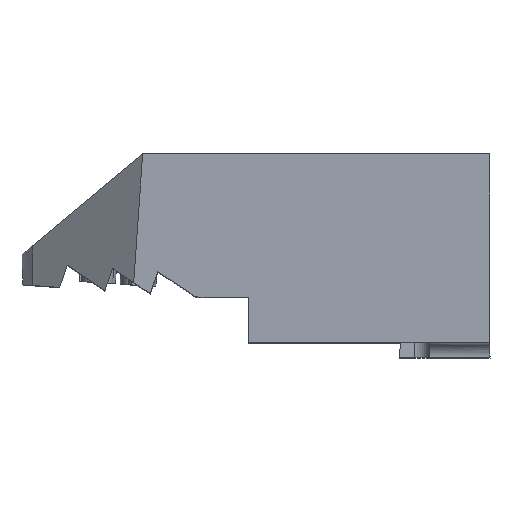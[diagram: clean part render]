
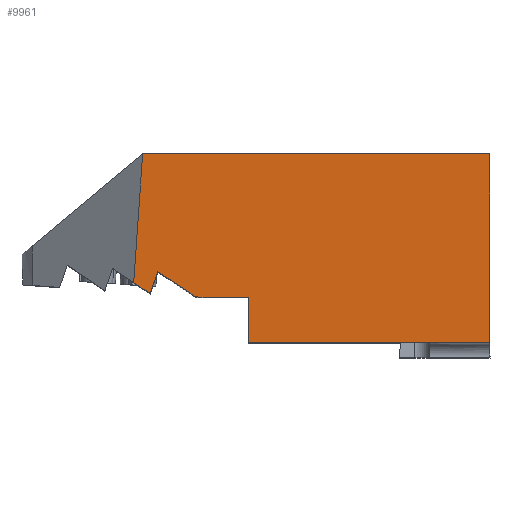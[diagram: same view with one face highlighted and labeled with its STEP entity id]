
A CAD part, top view. The second image highlights one B-rep face of the part: STEP entity #9961.
In plain terms, the highlighted planar face has unit normal (0, -0.052, 0.999).
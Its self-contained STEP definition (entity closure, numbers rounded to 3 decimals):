
#6656 = DIRECTION ( 'NONE',  ( 1., 0., 0. ) ) ;
#6657 = VECTOR ( 'NONE', #6656, 1000. ) ;
#6658 = CARTESIAN_POINT ( 'NONE',  ( 11., 0., 12. ) ) ;
#6659 = LINE ( 'NONE', #6658, #6657 ) ;
#6660 = CARTESIAN_POINT ( 'NONE',  ( 11., 0., 12. ) ) ;
#6661 = CARTESIAN_POINT ( 'NONE',  ( -12., 0., 12. ) ) ;
#7900 = CARTESIAN_POINT ( 'NONE',  ( -12.594, -8.521, 11.553 ) ) ;
#7905 = DIRECTION ( 'NONE',  ( -0.83, 0.557, 0.029 ) ) ;
#7906 = VECTOR ( 'NONE', #7905, 1000. ) ;
#7907 = CARTESIAN_POINT ( 'NONE',  ( -0.295, -16.778, 11.121 ) ) ;
#7908 = LINE ( 'NONE', #7907, #7906 ) ;
#7910 = CARTESIAN_POINT ( 'NONE',  ( -11.5, -9.255, 11.515 ) ) ;
#7987 = DIRECTION ( 'NONE',  ( -1., 0., 0. ) ) ;
#7988 = VECTOR ( 'NONE', #7987, 1000. ) ;
#7989 = CARTESIAN_POINT ( 'NONE',  ( 11., -9.5, 11.502 ) ) ;
#7990 = LINE ( 'NONE', #7989, #7988 ) ;
#7991 = CARTESIAN_POINT ( 'NONE',  ( -5., -9.5, 11.502 ) ) ;
#8013 = CARTESIAN_POINT ( 'NONE',  ( -8., -9.5, 11.502 ) ) ;
#8052 = DIRECTION ( 'NONE',  ( -0.322, -0.945, -0.05 ) ) ;
#8053 = VECTOR ( 'NONE', #8052, 1000. ) ;
#8054 = CARTESIAN_POINT ( 'NONE',  ( -6.344, 5.889, 12.309 ) ) ;
#8055 = LINE ( 'NONE', #8054, #8053 ) ;
#8089 = CARTESIAN_POINT ( 'NONE',  ( -11., -7.787, 11.592 ) ) ;
#8187 = DIRECTION ( 'NONE',  ( 0., 0.999, 0.052 ) ) ;
#8188 = VECTOR ( 'NONE', #8187, 1000. ) ;
#8189 = CARTESIAN_POINT ( 'NONE',  ( -5., 0., 12. ) ) ;
#8190 = LINE ( 'NONE', #8189, #8188 ) ;
#8227 = CARTESIAN_POINT ( 'NONE',  ( 11., 0., 12. ) ) ;
#8228 = PLANE ( 'NONE',  #8296 ) ;
#8229 = LINE ( 'NONE', #8292, #8290 ) ;
#8230 = FACE_OUTER_BOUND ( 'NONE', #9962, .T. ) ;
#8231 = DIRECTION ( 'NONE',  ( 0., 0.999, 0.052 ) ) ;
#8232 = VECTOR ( 'NONE', #8231, 1000. ) ;
#8233 = CARTESIAN_POINT ( 'NONE',  ( 11., 0., 12. ) ) ;
#8239 = LINE ( 'NONE', #8233, #8232 ) ;
#8241 = DIRECTION ( 'NONE',  ( 0.069, 0.996, 0.052 ) ) ;
#8242 = VECTOR ( 'NONE', #8241, 1000. ) ;
#8244 = CARTESIAN_POINT ( 'NONE',  ( -12.864, -12.406, 11.35 ) ) ;
#8245 = LINE ( 'NONE', #8244, #8242 ) ;
#8246 = DIRECTION ( 'NONE',  ( -0.998, 0.07, 0.004 ) ) ;
#8247 = VECTOR ( 'NONE', #8246, 1000. ) ;
#8248 = CARTESIAN_POINT ( 'NONE',  ( 10.244, -10.776, 11.435 ) ) ;
#8250 = LINE ( 'NONE', #8248, #8247 ) ;
#8284 = CARTESIAN_POINT ( 'NONE',  ( -8.5, -9.465, 11.504 ) ) ;
#8289 = DIRECTION ( 'NONE',  ( -0.83, 0.557, 0.029 ) ) ;
#8290 = VECTOR ( 'NONE', #8289, 1000. ) ;
#8292 = CARTESIAN_POINT ( 'NONE',  ( 0.541, -15.535, 11.186 ) ) ;
#8294 = DIRECTION ( 'NONE',  ( 0., -0.999, -0.052 ) ) ;
#8295 = DIRECTION ( 'NONE',  ( 0., -0.052, 0.999 ) ) ;
#8296 = AXIS2_PLACEMENT_3D ( 'NONE', #8227, #8295, #8294 ) ;
#8674 = CARTESIAN_POINT ( 'NONE',  ( 11., -12.5, 11.345 ) ) ;
#8675 = DIRECTION ( 'NONE',  ( 1., 0., 0. ) ) ;
#8676 = VECTOR ( 'NONE', #8675, 1000. ) ;
#8677 = CARTESIAN_POINT ( 'NONE',  ( 11., -12.5, 11.345 ) ) ;
#8678 = LINE ( 'NONE', #8677, #8676 ) ;
#8679 = CARTESIAN_POINT ( 'NONE',  ( -5., -12.5, 11.345 ) ) ;
#9279 = VERTEX_POINT ( 'NONE', #6661 ) ;
#9281 = VERTEX_POINT ( 'NONE', #6660 ) ;
#9283 = EDGE_CURVE ( 'NONE', #9279, #9281, #6659, .T. ) ;
#9748 = VERTEX_POINT ( 'NONE', #7910 ) ;
#9750 = EDGE_CURVE ( 'NONE', #9748, #9755, #7908, .T. ) ;
#9755 = VERTEX_POINT ( 'NONE', #7900 ) ;
#9815 = VERTEX_POINT ( 'NONE', #7991 ) ;
#9817 = EDGE_CURVE ( 'NONE', #9815, #9836, #7990, .T. ) ;
#9836 = VERTEX_POINT ( 'NONE', #8013 ) ;
#9844 = EDGE_CURVE ( 'NONE', #9872, #9748, #8055, .T. ) ;
#9872 = VERTEX_POINT ( 'NONE', #8089 ) ;
#9912 = EDGE_CURVE ( 'NONE', #10207, #9815, #8190, .T. ) ;
#9944 = ORIENTED_EDGE ( 'NONE', *, *, #9945, .F. ) ;
#9945 = EDGE_CURVE ( 'NONE', #9836, #9969, #8250, .T. ) ;
#9946 = ORIENTED_EDGE ( 'NONE', *, *, #9817, .F. ) ;
#9947 = ORIENTED_EDGE ( 'NONE', *, *, #9912, .F. ) ;
#9948 = ORIENTED_EDGE ( 'NONE', *, *, #10209, .T. ) ;
#9949 = ORIENTED_EDGE ( 'NONE', *, *, #9960, .T. ) ;
#9950 = ORIENTED_EDGE ( 'NONE', *, *, #9283, .F. ) ;
#9951 = ORIENTED_EDGE ( 'NONE', *, *, #9952, .F. ) ;
#9952 = EDGE_CURVE ( 'NONE', #9755, #9279, #8245, .T. ) ;
#9960 = EDGE_CURVE ( 'NONE', #10210, #9281, #8239, .T. ) ;
#9961 = ADVANCED_FACE ( 'NONE', ( #8230 ), #8228, .T. ) ;
#9962 = EDGE_LOOP ( 'NONE', ( #9963, #9964, #9965, #9944, #9946, #9947, #9948, #9949, #9950, #9951 ) ) ;
#9963 = ORIENTED_EDGE ( 'NONE', *, *, #9750, .F. ) ;
#9964 = ORIENTED_EDGE ( 'NONE', *, *, #9844, .F. ) ;
#9965 = ORIENTED_EDGE ( 'NONE', *, *, #9966, .F. ) ;
#9966 = EDGE_CURVE ( 'NONE', #9969, #9872, #8229, .T. ) ;
#9969 = VERTEX_POINT ( 'NONE', #8284 ) ;
#10207 = VERTEX_POINT ( 'NONE', #8679 ) ;
#10209 = EDGE_CURVE ( 'NONE', #10207, #10210, #8678, .T. ) ;
#10210 = VERTEX_POINT ( 'NONE', #8674 ) ;
